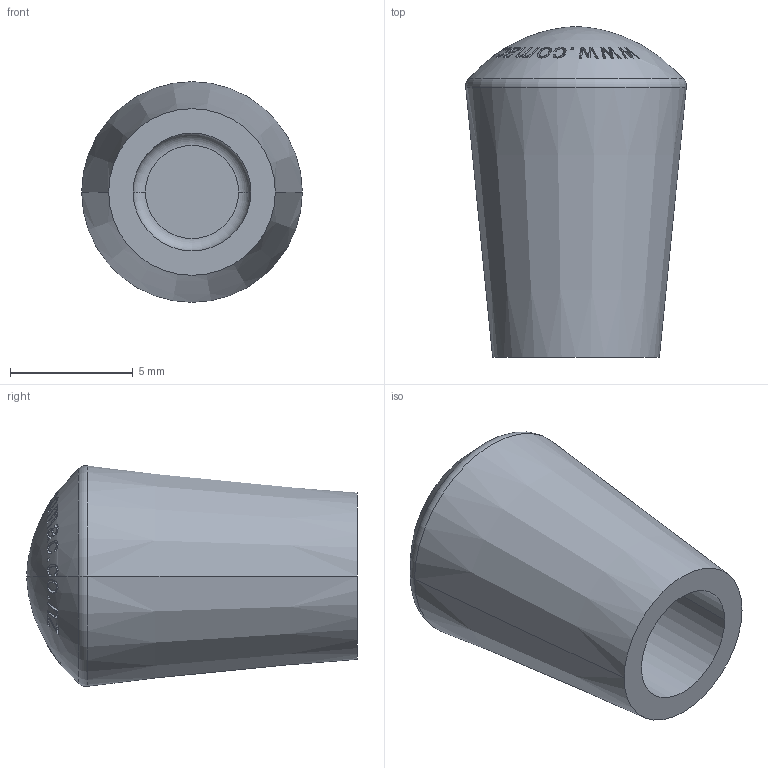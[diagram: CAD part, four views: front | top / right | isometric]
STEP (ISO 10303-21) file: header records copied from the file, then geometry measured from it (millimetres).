
FILE_DESCRIPTION (( 'STEP AP214' ), '1' );
FILE_NAME ('70301-Round Cap White 4.8mm.STEP', '2018-12-21T02:33:02', ( '' ), ( '' ), 'SwSTEP 2.0', 'SolidWorks 2018', '' );
FILE_SCHEMA (( 'AUTOMOTIVE_DESIGN' ));
Length unit declared in the file: millimetre
Products named in the file (1): 70301-Round Cap White 4.8mm
Bounding box: 9 x 13.5 x 9 mm (x, y, z)
Volume: 433.1 mm3; surface area: 575.3 mm2
Topology: 1 solids, 1 shells, 265 faces, 711 edges, 471 vertices
Faces by surface type: bspline 255, torus 4, cylinder 2, cone 2, plane 2
Entity records: 19530 total; most frequent: CARTESIAN_POINT 15016, ORIENTED_EDGE 1418, EDGE_CURVE 709, B_SPLINE_CURVE_WITH_KNOTS 689, VERTEX_POINT 471, EDGE_LOOP 290, ADVANCED_FACE 265, FACE_OUTER_BOUND 265
